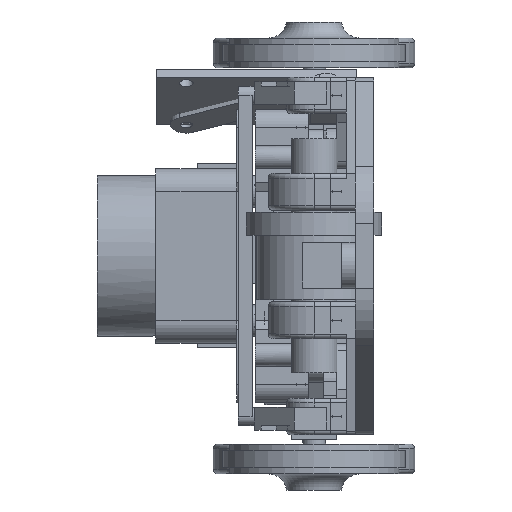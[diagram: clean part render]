
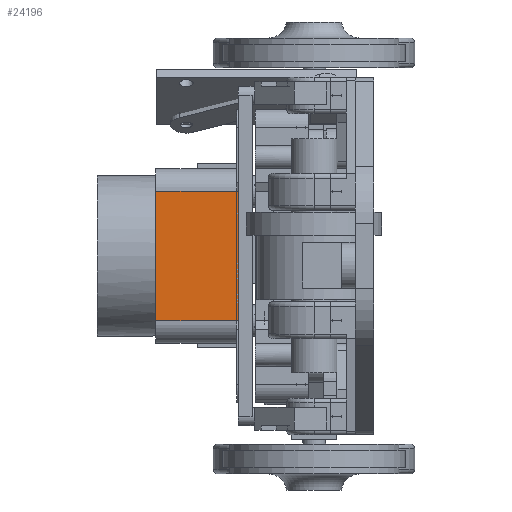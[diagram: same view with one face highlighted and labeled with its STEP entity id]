
A CAD part, left-side view. The second image highlights one B-rep face of the part: STEP entity #24196.
In plain terms, the highlighted planar face has unit normal (-1, 0, 0).
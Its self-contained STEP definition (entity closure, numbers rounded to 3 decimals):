
#1137=PLANE('',#26357);
#2106=FACE_OUTER_BOUND('',#3618,.T.);
#3618=EDGE_LOOP('',(#18066,#18067,#18068,#18069));
#5385=LINE('',#37838,#7732);
#5398=LINE('',#37877,#7745);
#5399=LINE('',#37879,#7746);
#5400=LINE('',#37880,#7747);
#7732=VECTOR('',#30218,10.);
#7745=VECTOR('',#30257,10.);
#7746=VECTOR('',#30260,10.);
#7747=VECTOR('',#30261,10.);
#11053=VERTEX_POINT('',#37835);
#11054=VERTEX_POINT('',#37837);
#11066=VERTEX_POINT('',#37873);
#11067=VERTEX_POINT('',#37875);
#13629=EDGE_CURVE('',#11053,#11054,#5385,.T.);
#13649=EDGE_CURVE('',#11066,#11067,#5398,.T.);
#13650=EDGE_CURVE('',#11053,#11066,#5399,.T.);
#13651=EDGE_CURVE('',#11054,#11067,#5400,.T.);
#18066=ORIENTED_EDGE('',*,*,#13650,.T.);
#18067=ORIENTED_EDGE('',*,*,#13649,.T.);
#18068=ORIENTED_EDGE('',*,*,#13651,.F.);
#18069=ORIENTED_EDGE('',*,*,#13629,.F.);
#24196=ADVANCED_FACE('',(#2106),#1137,.T.);
#26357=AXIS2_PLACEMENT_3D('',#37878,#30258,#30259);
#30218=DIRECTION('',(0.,1.,0.));
#30257=DIRECTION('',(0.,1.,0.));
#30258=DIRECTION('center_axis',(-1.,0.,0.));
#30259=DIRECTION('ref_axis',(0.,0.,1.));
#30260=DIRECTION('',(0.,0.,1.));
#30261=DIRECTION('',(0.,0.,1.));
#37835=CARTESIAN_POINT('',(-81.,20.,-163.1));
#37837=CARTESIAN_POINT('',(-81.,40.7,-163.1));
#37838=CARTESIAN_POINT('',(-81.,20.,-163.1));
#37873=CARTESIAN_POINT('',(-81.,20.,-134.9));
#37875=CARTESIAN_POINT('',(-81.,40.7,-134.9));
#37877=CARTESIAN_POINT('',(-81.,20.,-134.9));
#37878=CARTESIAN_POINT('Origin',(-81.,20.,-163.1));
#37879=CARTESIAN_POINT('',(-81.,20.,-168.));
#37880=CARTESIAN_POINT('',(-81.,40.7,-168.));
